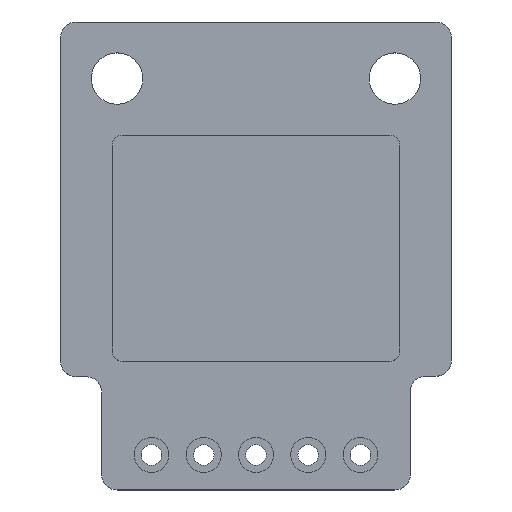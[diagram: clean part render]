
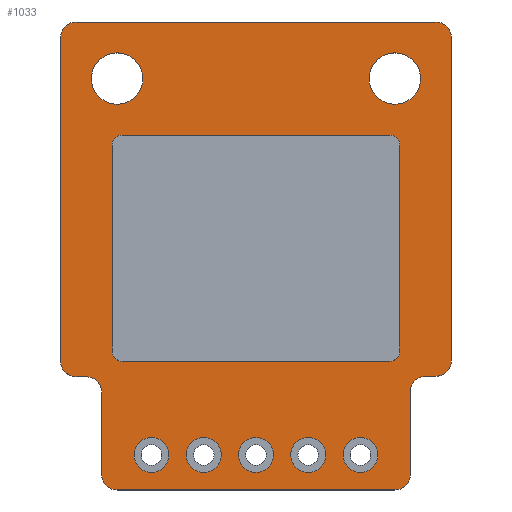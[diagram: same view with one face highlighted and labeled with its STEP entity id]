
A CAD part, top view. The second image highlights one B-rep face of the part: STEP entity #1033.
In plain terms, the highlighted planar face has unit normal (0, 0, 1).
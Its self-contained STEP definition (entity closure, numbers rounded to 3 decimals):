
#26=FACE_BOUND('',#223,.T.);
#27=FACE_BOUND('',#224,.T.);
#28=FACE_BOUND('',#225,.T.);
#29=FACE_BOUND('',#226,.T.);
#30=FACE_BOUND('',#227,.T.);
#31=FACE_BOUND('',#228,.T.);
#32=FACE_BOUND('',#229,.T.);
#58=PLANE('',#1160);
#151=FACE_OUTER_BOUND('',#222,.T.);
#222=EDGE_LOOP('',(#843,#844,#845,#846,#847,#848,#849,#850,#851,#852,#853,
#854,#855,#856,#857,#858));
#223=EDGE_LOOP('',(#859));
#224=EDGE_LOOP('',(#860));
#225=EDGE_LOOP('',(#861));
#226=EDGE_LOOP('',(#862));
#227=EDGE_LOOP('',(#863));
#228=EDGE_LOOP('',(#864));
#229=EDGE_LOOP('',(#865));
#274=LINE('',#1629,#351);
#278=LINE('',#1641,#355);
#282=LINE('',#1653,#359);
#286=LINE('',#1665,#363);
#290=LINE('',#1677,#367);
#294=LINE('',#1689,#371);
#298=LINE('',#1701,#375);
#302=LINE('',#1711,#379);
#351=VECTOR('',#1338,10.);
#355=VECTOR('',#1350,10.);
#359=VECTOR('',#1362,10.);
#363=VECTOR('',#1374,10.);
#367=VECTOR('',#1386,10.);
#371=VECTOR('',#1398,10.);
#375=VECTOR('',#1410,10.);
#379=VECTOR('',#1422,10.);
#423=CIRCLE('',#1093,0.85);
#426=CIRCLE('',#1098,0.85);
#429=CIRCLE('',#1103,0.85);
#432=CIRCLE('',#1108,0.85);
#435=CIRCLE('',#1113,0.85);
#438=CIRCLE('',#1119,1.25);
#440=CIRCLE('',#1124,1.25);
#443=CIRCLE('',#1130,0.75);
#445=CIRCLE('',#1134,0.75);
#447=CIRCLE('',#1138,0.75);
#449=CIRCLE('',#1142,0.75);
#451=CIRCLE('',#1146,0.75);
#453=CIRCLE('',#1150,0.75);
#455=CIRCLE('',#1154,0.75);
#457=CIRCLE('',#1158,0.75);
#481=VERTEX_POINT('',#1550);
#484=VERTEX_POINT('',#1559);
#487=VERTEX_POINT('',#1568);
#490=VERTEX_POINT('',#1577);
#493=VERTEX_POINT('',#1586);
#496=VERTEX_POINT('',#1597);
#498=VERTEX_POINT('',#1607);
#502=VERTEX_POINT('',#1620);
#503=VERTEX_POINT('',#1622);
#505=VERTEX_POINT('',#1628);
#507=VERTEX_POINT('',#1634);
#509=VERTEX_POINT('',#1640);
#511=VERTEX_POINT('',#1646);
#513=VERTEX_POINT('',#1652);
#515=VERTEX_POINT('',#1658);
#517=VERTEX_POINT('',#1664);
#519=VERTEX_POINT('',#1670);
#521=VERTEX_POINT('',#1676);
#523=VERTEX_POINT('',#1682);
#525=VERTEX_POINT('',#1688);
#527=VERTEX_POINT('',#1694);
#529=VERTEX_POINT('',#1700);
#531=VERTEX_POINT('',#1706);
#576=EDGE_CURVE('',#481,#481,#423,.T.);
#580=EDGE_CURVE('',#484,#484,#426,.T.);
#584=EDGE_CURVE('',#487,#487,#429,.T.);
#588=EDGE_CURVE('',#490,#490,#432,.T.);
#592=EDGE_CURVE('',#493,#493,#435,.T.);
#597=EDGE_CURVE('',#496,#496,#438,.T.);
#602=EDGE_CURVE('',#498,#498,#440,.T.);
#609=EDGE_CURVE('',#503,#502,#443,.T.);
#612=EDGE_CURVE('',#505,#503,#274,.T.);
#615=EDGE_CURVE('',#507,#505,#445,.T.);
#618=EDGE_CURVE('',#509,#507,#278,.T.);
#621=EDGE_CURVE('',#511,#509,#447,.T.);
#624=EDGE_CURVE('',#513,#511,#282,.T.);
#627=EDGE_CURVE('',#515,#513,#449,.T.);
#630=EDGE_CURVE('',#517,#515,#286,.T.);
#633=EDGE_CURVE('',#519,#517,#451,.T.);
#636=EDGE_CURVE('',#521,#519,#290,.T.);
#639=EDGE_CURVE('',#523,#521,#453,.T.);
#642=EDGE_CURVE('',#525,#523,#294,.T.);
#645=EDGE_CURVE('',#527,#525,#455,.T.);
#648=EDGE_CURVE('',#529,#527,#298,.T.);
#651=EDGE_CURVE('',#531,#529,#457,.T.);
#654=EDGE_CURVE('',#502,#531,#302,.T.);
#843=ORIENTED_EDGE('',*,*,#654,.T.);
#844=ORIENTED_EDGE('',*,*,#651,.T.);
#845=ORIENTED_EDGE('',*,*,#648,.T.);
#846=ORIENTED_EDGE('',*,*,#645,.T.);
#847=ORIENTED_EDGE('',*,*,#642,.T.);
#848=ORIENTED_EDGE('',*,*,#639,.T.);
#849=ORIENTED_EDGE('',*,*,#636,.T.);
#850=ORIENTED_EDGE('',*,*,#633,.T.);
#851=ORIENTED_EDGE('',*,*,#630,.T.);
#852=ORIENTED_EDGE('',*,*,#627,.T.);
#853=ORIENTED_EDGE('',*,*,#624,.T.);
#854=ORIENTED_EDGE('',*,*,#621,.T.);
#855=ORIENTED_EDGE('',*,*,#618,.T.);
#856=ORIENTED_EDGE('',*,*,#615,.T.);
#857=ORIENTED_EDGE('',*,*,#612,.T.);
#858=ORIENTED_EDGE('',*,*,#609,.T.);
#859=ORIENTED_EDGE('',*,*,#576,.T.);
#860=ORIENTED_EDGE('',*,*,#580,.T.);
#861=ORIENTED_EDGE('',*,*,#584,.T.);
#862=ORIENTED_EDGE('',*,*,#588,.T.);
#863=ORIENTED_EDGE('',*,*,#592,.T.);
#864=ORIENTED_EDGE('',*,*,#597,.T.);
#865=ORIENTED_EDGE('',*,*,#602,.T.);
#1033=ADVANCED_FACE('',(#151,#26,#27,#28,#29,#30,#31,#32),#58,.T.);
#1093=AXIS2_PLACEMENT_3D('',#1551,#1245,#1246);
#1098=AXIS2_PLACEMENT_3D('',#1560,#1256,#1257);
#1103=AXIS2_PLACEMENT_3D('',#1569,#1267,#1268);
#1108=AXIS2_PLACEMENT_3D('',#1578,#1278,#1279);
#1113=AXIS2_PLACEMENT_3D('',#1587,#1289,#1290);
#1119=AXIS2_PLACEMENT_3D('',#1598,#1303,#1304);
#1124=AXIS2_PLACEMENT_3D('',#1608,#1316,#1317);
#1130=AXIS2_PLACEMENT_3D('',#1623,#1332,#1333);
#1134=AXIS2_PLACEMENT_3D('',#1635,#1344,#1345);
#1138=AXIS2_PLACEMENT_3D('',#1647,#1356,#1357);
#1142=AXIS2_PLACEMENT_3D('',#1659,#1368,#1369);
#1146=AXIS2_PLACEMENT_3D('',#1671,#1380,#1381);
#1150=AXIS2_PLACEMENT_3D('',#1683,#1392,#1393);
#1154=AXIS2_PLACEMENT_3D('',#1695,#1404,#1405);
#1158=AXIS2_PLACEMENT_3D('',#1707,#1416,#1417);
#1160=AXIS2_PLACEMENT_3D('',#1712,#1423,#1424);
#1245=DIRECTION('center_axis',(0.,0.,-1.));
#1246=DIRECTION('ref_axis',(-1.,0.,0.));
#1256=DIRECTION('center_axis',(0.,0.,-1.));
#1257=DIRECTION('ref_axis',(-1.,0.,0.));
#1267=DIRECTION('center_axis',(0.,0.,-1.));
#1268=DIRECTION('ref_axis',(-1.,0.,0.));
#1278=DIRECTION('center_axis',(0.,0.,-1.));
#1279=DIRECTION('ref_axis',(-1.,0.,0.));
#1289=DIRECTION('center_axis',(0.,0.,-1.));
#1290=DIRECTION('ref_axis',(-1.,0.,0.));
#1303=DIRECTION('center_axis',(0.,0.,-1.));
#1304=DIRECTION('ref_axis',(-1.,0.,0.));
#1316=DIRECTION('center_axis',(0.,0.,-1.));
#1317=DIRECTION('ref_axis',(-1.,0.,0.));
#1332=DIRECTION('center_axis',(0.,0.,-1.));
#1333=DIRECTION('ref_axis',(1.,0.,0.));
#1338=DIRECTION('',(1.,0.,0.));
#1344=DIRECTION('center_axis',(0.,0.,1.));
#1345=DIRECTION('ref_axis',(-1.,0.,0.));
#1350=DIRECTION('',(0.,-1.,0.));
#1356=DIRECTION('center_axis',(0.,0.,1.));
#1357=DIRECTION('ref_axis',(0.,1.,0.));
#1362=DIRECTION('',(-1.,0.,0.));
#1368=DIRECTION('center_axis',(0.,0.,1.));
#1369=DIRECTION('ref_axis',(1.,0.,0.));
#1374=DIRECTION('',(0.,1.,0.));
#1380=DIRECTION('center_axis',(0.,0.,1.));
#1381=DIRECTION('ref_axis',(0.,-1.,0.));
#1386=DIRECTION('',(1.,0.,0.));
#1392=DIRECTION('center_axis',(0.,0.,-1.));
#1393=DIRECTION('ref_axis',(0.,1.,0.));
#1398=DIRECTION('',(0.,1.,0.));
#1404=DIRECTION('center_axis',(0.,0.,1.));
#1405=DIRECTION('ref_axis',(0.,-1.,0.));
#1410=DIRECTION('',(1.,0.,0.));
#1416=DIRECTION('center_axis',(0.,0.,1.));
#1417=DIRECTION('ref_axis',(-1.,0.,0.));
#1422=DIRECTION('',(0.,-1.,0.));
#1423=DIRECTION('center_axis',(0.,0.,1.));
#1424=DIRECTION('ref_axis',(1.,0.,0.));
#1550=CARTESIAN_POINT('',(8.35,1.671,1.6));
#1551=CARTESIAN_POINT('Origin',(7.5,1.671,1.6));
#1559=CARTESIAN_POINT('',(5.81,1.671,1.6));
#1560=CARTESIAN_POINT('Origin',(4.96,1.671,1.6));
#1568=CARTESIAN_POINT('',(10.89,1.671,1.6));
#1569=CARTESIAN_POINT('Origin',(10.04,1.671,1.6));
#1577=CARTESIAN_POINT('',(3.27,1.671,1.6));
#1578=CARTESIAN_POINT('Origin',(2.42,1.671,1.6));
#1586=CARTESIAN_POINT('',(13.43,1.671,1.6));
#1587=CARTESIAN_POINT('Origin',(12.58,1.671,1.6));
#1597=CARTESIAN_POINT('',(15.5,19.971,1.6));
#1598=CARTESIAN_POINT('Origin',(14.25,19.971,1.6));
#1607=CARTESIAN_POINT('',(2.,19.971,1.6));
#1608=CARTESIAN_POINT('Origin',(0.75,19.971,1.6));
#1620=CARTESIAN_POINT('',(0.,4.721,1.6));
#1622=CARTESIAN_POINT('',(-0.75,5.471,1.6));
#1623=CARTESIAN_POINT('Origin',(-0.75,4.721,1.6));
#1628=CARTESIAN_POINT('',(-1.25,5.471,1.6));
#1629=CARTESIAN_POINT('',(-0.75,5.471,1.6));
#1634=CARTESIAN_POINT('',(-2.,6.221,1.6));
#1635=CARTESIAN_POINT('Origin',(-1.25,6.221,1.6));
#1640=CARTESIAN_POINT('',(-2.,21.971,1.6));
#1641=CARTESIAN_POINT('',(-2.,6.221,1.6));
#1646=CARTESIAN_POINT('',(-1.25,22.721,1.6));
#1647=CARTESIAN_POINT('Origin',(-1.25,21.971,1.6));
#1652=CARTESIAN_POINT('',(16.25,22.721,1.6));
#1653=CARTESIAN_POINT('',(-1.25,22.721,1.6));
#1658=CARTESIAN_POINT('',(17.,21.971,1.6));
#1659=CARTESIAN_POINT('Origin',(16.25,21.971,1.6));
#1664=CARTESIAN_POINT('',(17.,6.25,1.6));
#1665=CARTESIAN_POINT('',(17.,21.971,1.6));
#1670=CARTESIAN_POINT('',(16.25,5.5,1.6));
#1671=CARTESIAN_POINT('Origin',(16.25,6.25,1.6));
#1676=CARTESIAN_POINT('',(15.75,5.5,1.6));
#1677=CARTESIAN_POINT('',(16.25,5.5,1.6));
#1682=CARTESIAN_POINT('',(15.,4.75,1.6));
#1683=CARTESIAN_POINT('Origin',(15.75,4.75,1.6));
#1688=CARTESIAN_POINT('',(15.,0.721,1.6));
#1689=CARTESIAN_POINT('',(15.,4.75,1.6));
#1694=CARTESIAN_POINT('',(14.25,-0.029,1.6));
#1695=CARTESIAN_POINT('Origin',(14.25,0.721,1.6));
#1700=CARTESIAN_POINT('',(0.75,-0.029,1.6));
#1701=CARTESIAN_POINT('',(14.25,-0.029,1.6));
#1706=CARTESIAN_POINT('',(0.,0.721,1.6));
#1707=CARTESIAN_POINT('Origin',(0.75,0.721,1.6));
#1711=CARTESIAN_POINT('',(0.,0.721,1.6));
#1712=CARTESIAN_POINT('Origin',(7.5,11.346,1.6));
